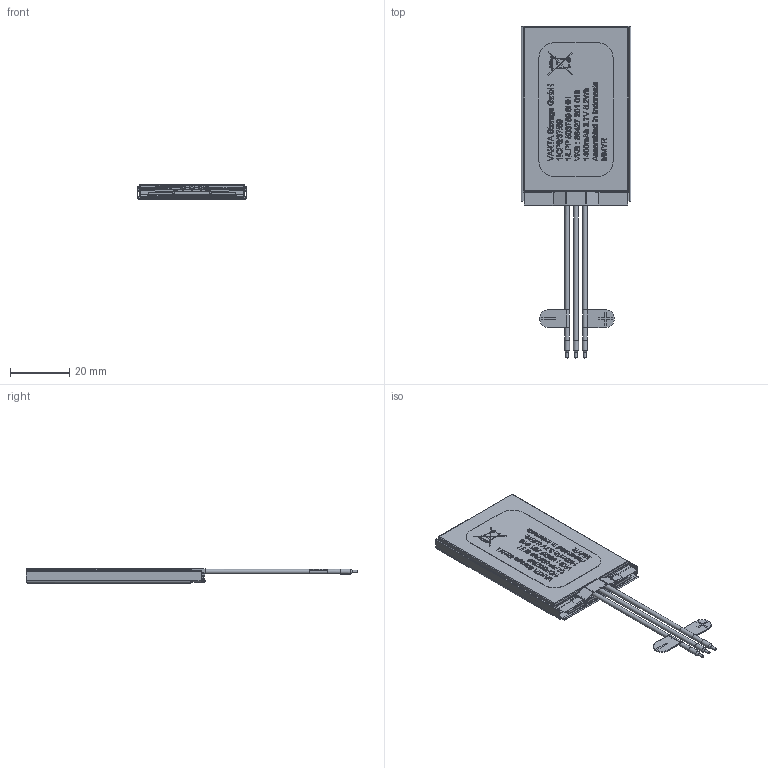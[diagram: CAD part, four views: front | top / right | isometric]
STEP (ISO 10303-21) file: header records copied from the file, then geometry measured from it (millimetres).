
FILE_DESCRIPTION(/* description */ (''),/* implementation_level */ '2;1');
FILE_NAME(/* name */ '715417.stp',/* time_stamp */ '2015-10-07T09:42:01+07:00',/* author */ ('Bony'),/* organization */ (''),/* preprocessor_version */ 'ST-DEVELOPER v15.6',/* originating_system */ 'Autodesk Inventor 2015',/* authorisation */ '');
FILE_SCHEMA (('AUTOMOTIVE_DESIGN { 1 0 10303 214 3 1 1 }'));
Products named in the file (1): 715417
Bounding box: 37 x 111.9 x 5.22 mm (x, y, z)
Volume: 10804.4 mm3; surface area: 9113.9 mm2
Topology: 1 solids, 2 shells, 6082 faces, 16465 edges, 10920 vertices
Faces by surface type: plane 3283, bspline 2604, cylinder 165, torus 17, cone 7, sphere 6
Full cylindrical faces by diameter (mm): 0.259 x1, 0.53 x1, 0.64 x3, 0.791 x3, 1.001 x1, 1.5 x2, 1.56 x3, 1.7 x3
Entity records: 208261 total; most frequent: CARTESIAN_POINT 66681, ORIENTED_EDGE 32826, DIRECTION 18593, EDGE_CURVE 16410, VERTEX_POINT 10901, LINE 10733, VECTOR 10733, EDGE_LOOP 6711
